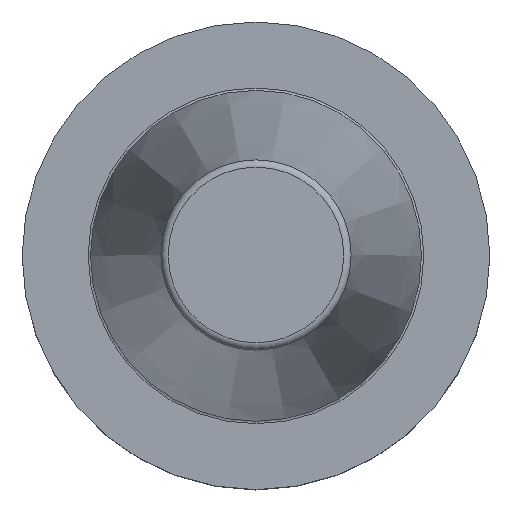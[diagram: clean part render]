
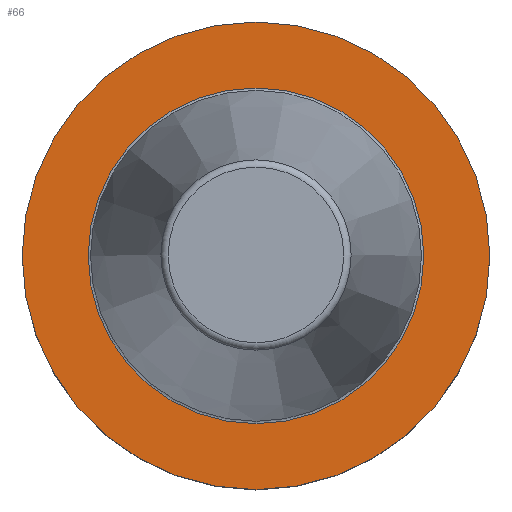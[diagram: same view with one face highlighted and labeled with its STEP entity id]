
A CAD part, top view. The second image highlights one B-rep face of the part: STEP entity #66.
In plain terms, the highlighted planar face has unit normal (0, 0, 1).
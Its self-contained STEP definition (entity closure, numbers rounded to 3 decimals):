
#43=PLANE('',#268);
#66=ADVANCED_FACE('',(#102,#103),#43,.F.);
#102=FACE_BOUND('',#138,.T.);
#103=FACE_BOUND('',#139,.T.);
#138=EDGE_LOOP('',(#174));
#139=EDGE_LOOP('',(#175));
#174=ORIENTED_EDGE('',*,*,#214,.F.);
#175=ORIENTED_EDGE('',*,*,#213,.T.);
#195=VERTEX_POINT('',#395);
#196=VERTEX_POINT('',#398);
#213=EDGE_CURVE('',#195,#195,#231,.T.);
#214=EDGE_CURVE('',#196,#196,#232,.T.);
#231=CIRCLE('',#265,31.489);
#232=CIRCLE('',#267,22.6);
#265=AXIS2_PLACEMENT_3D('',#394,#334,#335);
#267=AXIS2_PLACEMENT_3D('',#397,#338,#339);
#268=AXIS2_PLACEMENT_3D('',#399,#340,#341);
#334=DIRECTION('',(0.0,0.0,1.0));
#335=DIRECTION('',(1.0,0.0,0.0));
#338=DIRECTION('',(0.0,0.0,1.0));
#339=DIRECTION('',(1.0,0.0,0.0));
#340=DIRECTION('',(0.0,0.0,-1.0));
#341=DIRECTION('',(-1.0,0.0,0.0));
#394=CARTESIAN_POINT('',(0.0,0.0,-2.0));
#395=CARTESIAN_POINT('',(31.489,0.0,-2.0));
#397=CARTESIAN_POINT('',(0.0,0.0,-2.0));
#398=CARTESIAN_POINT('',(22.6,0.0,-2.0));
#399=CARTESIAN_POINT('',(0.0,-31.489,-2.0));
